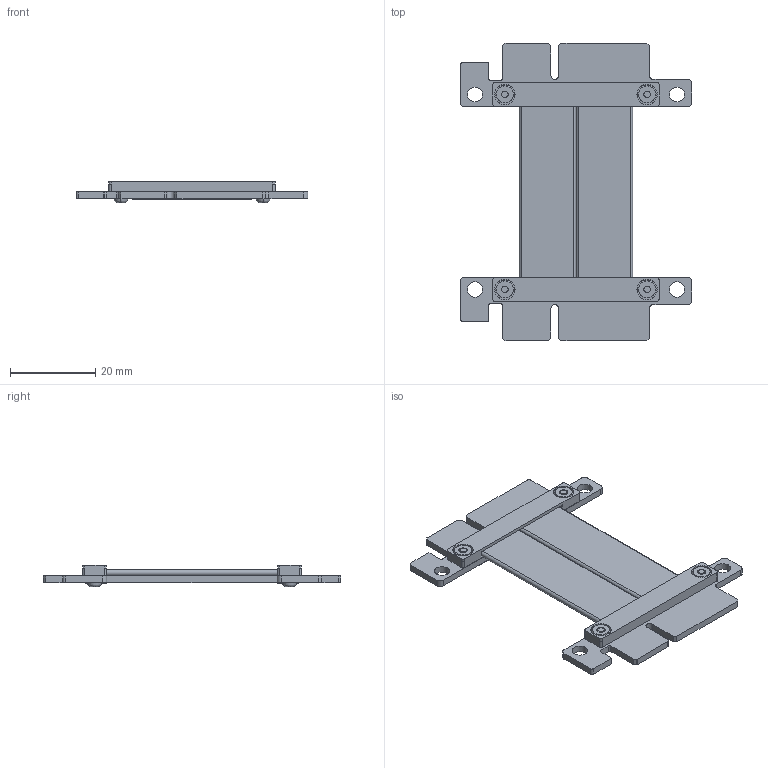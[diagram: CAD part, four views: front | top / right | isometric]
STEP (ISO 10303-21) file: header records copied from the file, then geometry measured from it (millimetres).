
FILE_DESCRIPTION(('Open CASCADE Model'),'2;1');
FILE_NAME('Open CASCADE Shape Model','2020-03-14T10:38:13',('Author'),( 'Open CASCADE'),'Open CASCADE STEP processor 6.8','Open CASCADE 6.8' ,'Unknown');
FILE_SCHEMA(('AUTOMOTIVE_DESIGN { 1 0 10303 214 1 1 1 1 }'));
Length unit declared in the file: millimetre
Products named in the file (9): PCB; Board; Open CASCADE STEP translator 6.8 8.1.1; Free-Models; Hexagon_nut_ISO_4032_(DIN_934)_-_M2_RGB9411503; G0033_RGB9411503; Tape28x5_RGB0; RP22S-PAD; cable20-43
Assembly tree (17 placements, depth 3):
  PCB
    Board
      Open CASCADE STEP translator 6.8 8.1.1
    Free-Models
      Hexagon_nut_ISO_4032_(DIN_934)_-_M2_RGB9411503  x4
      G0033_RGB9411503  x4
      Tape28x5_RGB0  x2
      RP22S-PAD  x2
      cable20-43  x2
Bounding box: 54.23 x 69.58 x 5.1 mm (x, y, z)
Volume: 4016.1 mm3; surface area: 10773.5 mm2
Topology: 95 solids, 95 shells, 1145 faces, 2555 edges, 1608 vertices
Faces by surface type: cylinder 572, plane 357, torus 160, cone 48, revolution 8
Full cylindrical faces by diameter (mm): 0.6 x80, 2.2 x6, 2.216 x2, 3.5 x2, 3.6 x2, 4.8 x4
Entity records: 19671 total; most frequent: DIRECTION 3454, CARTESIAN_POINT 3113, ORIENTED_EDGE 2834, AXIS2_PLACEMENT_3D 1450, EDGE_CURVE 1417, VERTEX_POINT 901, FACE_BOUND 836, EDGE_LOOP 836
